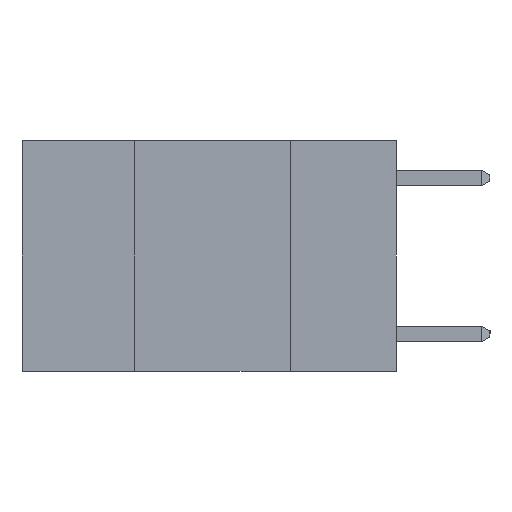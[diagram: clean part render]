
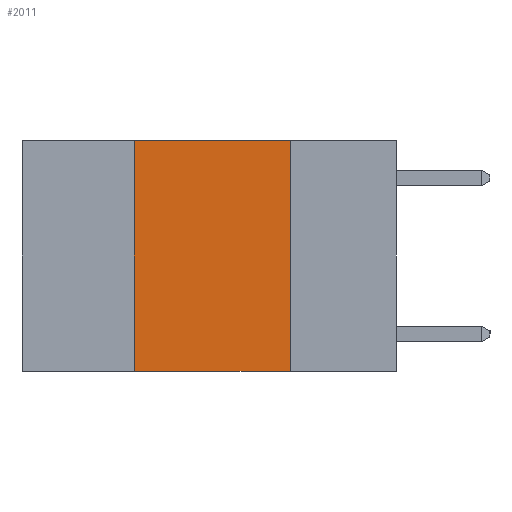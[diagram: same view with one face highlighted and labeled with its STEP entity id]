
A CAD part, left-side view. The second image highlights one B-rep face of the part: STEP entity #2011.
In plain terms, the highlighted planar face has unit normal (-1, 0, 0).
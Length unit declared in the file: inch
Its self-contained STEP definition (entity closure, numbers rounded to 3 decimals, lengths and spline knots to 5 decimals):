
#520 = DIRECTION ( 'NONE',  ( 0., 0., -1. ) ) ;
#1125 = DIRECTION ( 'NONE',  ( 0., -1., 0. ) ) ;
#1182 = LINE ( 'NONE', #7472, #5384 ) ;
#1211 = VERTEX_POINT ( 'NONE', #4161 ) ;
#2011 = ADVANCED_FACE ( 'NONE', ( #2067 ), #7748, .F. ) ;
#2067 = FACE_OUTER_BOUND ( 'NONE', #8507, .T. ) ;
#2213 = DIRECTION ( 'NONE',  ( 0., -1., 0. ) ) ;
#2285 = VECTOR ( 'NONE', #1125, 39.37008 ) ;
#2688 = ORIENTED_EDGE ( 'NONE', *, *, #11151, .T. ) ;
#3178 = CARTESIAN_POINT ( 'NONE',  ( 0., 0.6, 0. ) ) ;
#4098 = DIRECTION ( 'NONE',  ( 0., 0., -1. ) ) ;
#4128 = VERTEX_POINT ( 'NONE', #5562 ) ;
#4161 = CARTESIAN_POINT ( 'NONE',  ( 0., 0.42, -0.37 ) ) ;
#4380 = DIRECTION ( 'NONE',  ( 1., 0., 0. ) ) ;
#4397 = VERTEX_POINT ( 'NONE', #9666 ) ;
#4446 = AXIS2_PLACEMENT_3D ( 'NONE', #3178, #4380, #4098 ) ;
#4510 = VECTOR ( 'NONE', #6978, 39.37008 ) ;
#4565 = CARTESIAN_POINT ( 'NONE',  ( 0., 0.17, -0.37 ) ) ;
#4609 = LINE ( 'NONE', #5556, #2285 ) ;
#5153 = LINE ( 'NONE', #5915, #9484 ) ;
#5332 = EDGE_CURVE ( 'NONE', #1211, #4397, #9119, .T. ) ;
#5384 = VECTOR ( 'NONE', #2213, 39.37008 ) ;
#5556 = CARTESIAN_POINT ( 'NONE',  ( 0., 0.6, -0.37 ) ) ;
#5562 = CARTESIAN_POINT ( 'NONE',  ( 0., 0.17, 0. ) ) ;
#5915 = CARTESIAN_POINT ( 'NONE',  ( 0., 0.17, 0. ) ) ;
#6978 = DIRECTION ( 'NONE',  ( 0., 0., 1. ) ) ;
#7472 = CARTESIAN_POINT ( 'NONE',  ( 0., 0.6, 0. ) ) ;
#7748 = PLANE ( 'NONE',  #4446 ) ;
#7750 = ORIENTED_EDGE ( 'NONE', *, *, #5332, .F. ) ;
#8214 = ORIENTED_EDGE ( 'NONE', *, *, #8711, .F. ) ;
#8455 = VERTEX_POINT ( 'NONE', #4565 ) ;
#8507 = EDGE_LOOP ( 'NONE', ( #9288, #8214, #7750, #2688 ) ) ;
#8711 = EDGE_CURVE ( 'NONE', #4397, #4128, #1182, .T. ) ;
#9119 = LINE ( 'NONE', #11109, #4510 ) ;
#9288 = ORIENTED_EDGE ( 'NONE', *, *, #10533, .F. ) ;
#9484 = VECTOR ( 'NONE', #520, 39.37008 ) ;
#9666 = CARTESIAN_POINT ( 'NONE',  ( 0., 0.42, 0. ) ) ;
#10533 = EDGE_CURVE ( 'NONE', #4128, #8455, #5153, .T. ) ;
#11109 = CARTESIAN_POINT ( 'NONE',  ( 0., 0.42, 0. ) ) ;
#11151 = EDGE_CURVE ( 'NONE', #1211, #8455, #4609, .T. ) ;
